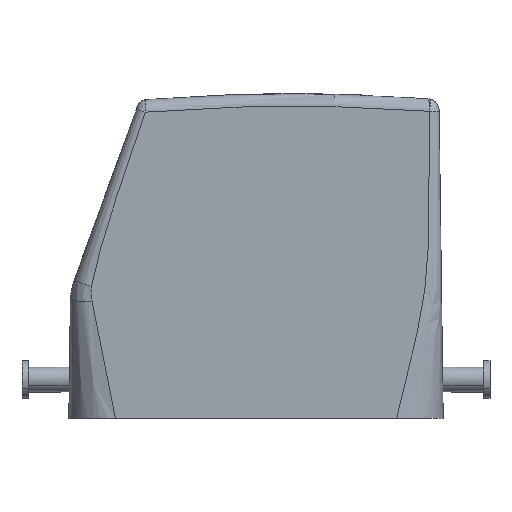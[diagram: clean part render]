
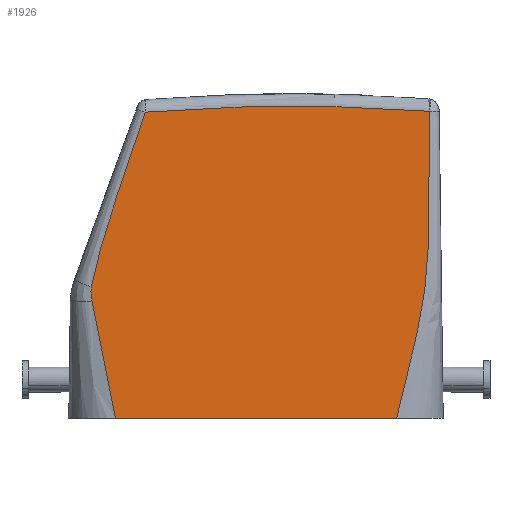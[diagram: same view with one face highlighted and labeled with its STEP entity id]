
A CAD part, left-side view. The second image highlights one B-rep face of the part: STEP entity #1926.
In plain terms, the highlighted planar face has unit normal (-1, 0, 0).
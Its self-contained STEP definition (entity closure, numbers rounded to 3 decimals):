
#1842=AXIS2_PLACEMENT_3D('Plane Axis2P3D',#1839,#1840,#1841) ;
#1846=AXIS2_PLACEMENT_3D('Circle Axis2P3D',#1844,#1845,$) ;
#482=CARTESIAN_POINT('Vertex',(0.,14.977,0.)) ;
#487=CARTESIAN_POINT('Line Origine',(0.,37.498,0.)) ;
#491=CARTESIAN_POINT('Vertex',(0.,60.02,0.)) ;
#1812=CARTESIAN_POINT('Control Point',(0.,63.773,18.754)) ;
#1813=CARTESIAN_POINT('Control Point',(0.,63.34,16.109)) ;
#1814=CARTESIAN_POINT('Control Point',(0.,62.835,13.465)) ;
#1815=CARTESIAN_POINT('Control Point',(0.,62.284,10.849)) ;
#1816=CARTESIAN_POINT('Control Point',(0.,61.475,7.073)) ;
#1817=CARTESIAN_POINT('Control Point',(0.,60.686,3.29)) ;
#1818=CARTESIAN_POINT('Control Point',(0.,60.463,2.203)) ;
#1819=CARTESIAN_POINT('Control Point',(0.,60.242,1.111)) ;
#1820=CARTESIAN_POINT('Control Point',(0.,60.02,0.)) ;
#1821=CARTESIAN_POINT('Vertex',(0.,63.773,18.754)) ;
#1839=CARTESIAN_POINT('Axis2P3D Location',(0.,-4.331,-31.164)) ;
#1844=CARTESIAN_POINT('Axis2P3D Location',(0.,31.5,-248.)) ;
#1848=CARTESIAN_POINT('Vertex',(0.,9.643,49.197)) ;
#1850=CARTESIAN_POINT('Vertex',(0.,55.251,49.052)) ;
#1854=CARTESIAN_POINT('Control Point',(0.,55.251,49.052)) ;
#1855=CARTESIAN_POINT('Control Point',(0.,55.327,48.833)) ;
#1856=CARTESIAN_POINT('Control Point',(0.,55.405,48.612)) ;
#1857=CARTESIAN_POINT('Control Point',(0.,55.482,48.392)) ;
#1858=CARTESIAN_POINT('Control Point',(0.,56.471,45.566)) ;
#1859=CARTESIAN_POINT('Control Point',(0.,57.446,42.733)) ;
#1860=CARTESIAN_POINT('Control Point',(0.,58.321,40.109)) ;
#1861=CARTESIAN_POINT('Control Point',(0.,59.454,36.691)) ;
#1862=CARTESIAN_POINT('Control Point',(0.,60.555,33.265)) ;
#1863=CARTESIAN_POINT('Control Point',(0.,60.8,32.498)) ;
#1864=CARTESIAN_POINT('Control Point',(0.,61.556,30.099)) ;
#1865=CARTESIAN_POINT('Control Point',(0.,62.273,27.69)) ;
#1866=CARTESIAN_POINT('Control Point',(0.,62.719,26.079)) ;
#1867=CARTESIAN_POINT('Control Point',(0.,63.216,24.111)) ;
#1868=CARTESIAN_POINT('Control Point',(0.,63.659,22.131)) ;
#1869=CARTESIAN_POINT('Control Point',(0.,63.735,21.781)) ;
#1870=CARTESIAN_POINT('Control Point',(0.,63.81,21.431)) ;
#1871=CARTESIAN_POINT('Control Point',(0.,63.883,21.082)) ;
#1872=CARTESIAN_POINT('Vertex',(0.,63.883,21.082)) ;
#1876=CARTESIAN_POINT('Control Point',(0.,63.883,21.082)) ;
#1877=CARTESIAN_POINT('Control Point',(0.,63.922,20.815)) ;
#1878=CARTESIAN_POINT('Control Point',(0.,63.948,20.548)) ;
#1879=CARTESIAN_POINT('Control Point',(0.,63.958,20.28)) ;
#1880=CARTESIAN_POINT('Control Point',(0.,63.95,19.806)) ;
#1881=CARTESIAN_POINT('Control Point',(0.,63.896,19.343)) ;
#1882=CARTESIAN_POINT('Control Point',(0.,63.864,19.143)) ;
#1883=CARTESIAN_POINT('Control Point',(0.,63.822,18.947)) ;
#1884=CARTESIAN_POINT('Control Point',(0.,63.773,18.754)) ;
#1887=CARTESIAN_POINT('Control Point',(0.,9.643,49.197)) ;
#1888=CARTESIAN_POINT('Control Point',(0.,9.643,49.172)) ;
#1889=CARTESIAN_POINT('Control Point',(0.,9.643,49.147)) ;
#1890=CARTESIAN_POINT('Control Point',(0.,9.643,49.122)) ;
#1891=CARTESIAN_POINT('Control Point',(0.,9.642,48.946)) ;
#1892=CARTESIAN_POINT('Control Point',(0.,9.641,48.77)) ;
#1893=CARTESIAN_POINT('Control Point',(0.,9.641,48.571)) ;
#1894=CARTESIAN_POINT('Control Point',(0.,9.629,45.174)) ;
#1895=CARTESIAN_POINT('Control Point',(0.,9.637,41.778)) ;
#1896=CARTESIAN_POINT('Control Point',(0.,9.679,38.534)) ;
#1897=CARTESIAN_POINT('Control Point',(0.,9.731,34.513)) ;
#1898=CARTESIAN_POINT('Control Point',(0.,9.821,30.494)) ;
#1899=CARTESIAN_POINT('Control Point',(0.,9.838,29.835)) ;
#1900=CARTESIAN_POINT('Control Point',(0.,9.879,28.303)) ;
#1901=CARTESIAN_POINT('Control Point',(0.,9.934,26.772)) ;
#1902=CARTESIAN_POINT('Control Point',(0.,9.967,26.018)) ;
#1903=CARTESIAN_POINT('Control Point',(0.,10.164,22.485)) ;
#1904=CARTESIAN_POINT('Control Point',(0.,10.569,18.961)) ;
#1905=CARTESIAN_POINT('Control Point',(0.,11.077,16.197)) ;
#1906=CARTESIAN_POINT('Control Point',(0.,12.002,12.071)) ;
#1907=CARTESIAN_POINT('Control Point',(0.,13.031,7.962)) ;
#1908=CARTESIAN_POINT('Control Point',(0.,13.381,6.58)) ;
#1909=CARTESIAN_POINT('Control Point',(0.,13.9,4.505)) ;
#1910=CARTESIAN_POINT('Control Point',(0.,14.403,2.429)) ;
#1911=CARTESIAN_POINT('Control Point',(0.,14.569,1.736)) ;
#1912=CARTESIAN_POINT('Control Point',(0.,14.75,0.973)) ;
#1913=CARTESIAN_POINT('Control Point',(0.,14.928,0.21)) ;
#1914=CARTESIAN_POINT('Control Point',(0.,14.944,0.14)) ;
#1915=CARTESIAN_POINT('Control Point',(0.,14.96,0.07)) ;
#1916=CARTESIAN_POINT('Control Point',(0.,14.977,0.)) ;
#488=DIRECTION('Vector Direction',(0.,-1.,0.)) ;
#1840=DIRECTION('Axis2P3D Direction',(-1.,0.,0.)) ;
#1841=DIRECTION('Axis2P3D XDirection',(0.,-0.17,0.985)) ;
#1845=DIRECTION('Axis2P3D Direction',(-1.,0.,0.)) ;
#489=VECTOR('Line Direction',#488,1.) ;
#1919=ORIENTED_EDGE('',*,*,#1852,.T.) ;
#1920=ORIENTED_EDGE('',*,*,#1874,.F.) ;
#1921=ORIENTED_EDGE('',*,*,#1885,.F.) ;
#1922=ORIENTED_EDGE('',*,*,#1823,.F.) ;
#1923=ORIENTED_EDGE('',*,*,#493,.T.) ;
#1924=ORIENTED_EDGE('',*,*,#1917,.T.) ;
#1926=ADVANCED_FACE('Housing',(#1925),#1843,.T.) ;
#1811=B_SPLINE_CURVE_WITH_KNOTS('',5,(#1812,#1813,#1814,#1815,#1816,#1817,#1818,#1819,#1820),.UNSPECIFIED.,.F.,.U.,(6,3,6),(58.611,81.813,91.749),.UNSPECIFIED.) ;
#1853=B_SPLINE_CURVE_WITH_KNOTS('',5,(#1854,#1855,#1856,#1857,#1858,#1859,#1860,#1861,#1862,#1863,#1864,#1865,#1866,#1867,#1868,#1869,#1870,#1871),.UNSPECIFIED.,.F.,.U.,(6,3,3,3,3,6),(95.904,97.97,121.817,129.099,143.583,146.686),.UNSPECIFIED.) ;
#1875=B_SPLINE_CURVE_WITH_KNOTS('',5,(#1876,#1877,#1878,#1879,#1880,#1881,#1882,#1883,#1884),.UNSPECIFIED.,.F.,.U.,(6,3,6),(144.073,147.068,149.399),.UNSPECIFIED.) ;
#1886=B_SPLINE_CURVE_WITH_KNOTS('',5,(#1887,#1888,#1889,#1890,#1891,#1892,#1893,#1894,#1895,#1896,#1897,#1898,#1899,#1900,#1901,#1902,#1903,#1904,#1905,#1906,#1907,#1908,#1909,#1910,#1911,#1912,#1913,#1914,#1915,#1916),.UNSPECIFIED.,.F.,.U.,(6,3,3,3,3,3,3,3,3,6),(5.046,5.262,6.567,34.629,41.363,47.892,71.982,84.205,90.318,90.936),.UNSPECIFIED.) ;
#1847=CIRCLE('generated circle',#1846,298.) ;
#493=EDGE_CURVE('',#492,#483,#490,.T.) ;
#1823=EDGE_CURVE('',#492,#1822,#1811,.F.) ;
#1852=EDGE_CURVE('',#1849,#1851,#1847,.T.) ;
#1874=EDGE_CURVE('',#1873,#1851,#1853,.F.) ;
#1885=EDGE_CURVE('',#1822,#1873,#1875,.F.) ;
#1917=EDGE_CURVE('',#483,#1849,#1886,.F.) ;
#1918=EDGE_LOOP('',(#1919,#1920,#1921,#1922,#1923,#1924)) ;
#1925=FACE_OUTER_BOUND('',#1918,.T.) ;
#490=LINE('Line',#487,#489) ;
#1843=PLANE('',#1842) ;
#483=VERTEX_POINT('',#482) ;
#492=VERTEX_POINT('',#491) ;
#1822=VERTEX_POINT('',#1821) ;
#1849=VERTEX_POINT('',#1848) ;
#1851=VERTEX_POINT('',#1850) ;
#1873=VERTEX_POINT('',#1872) ;
